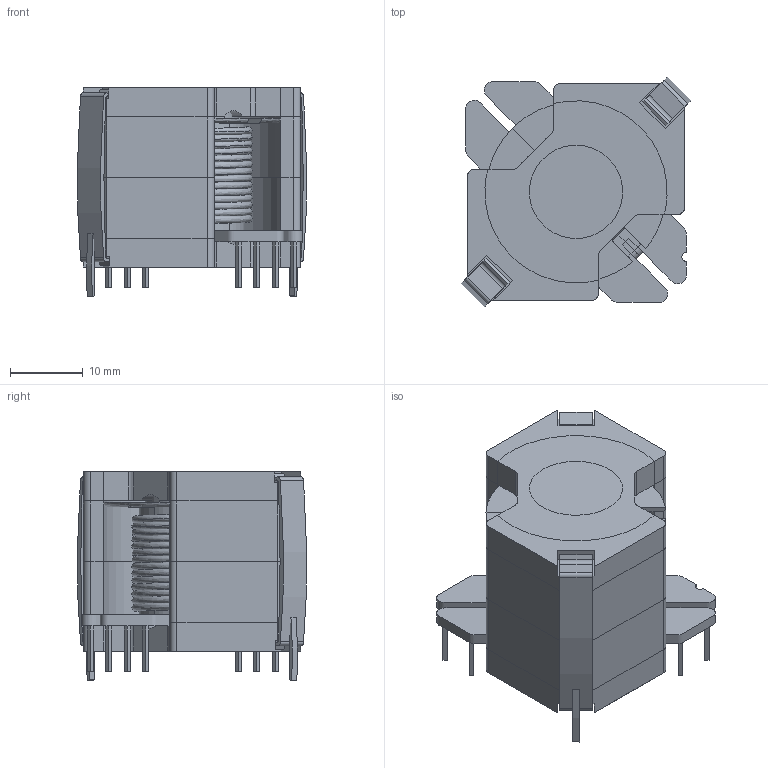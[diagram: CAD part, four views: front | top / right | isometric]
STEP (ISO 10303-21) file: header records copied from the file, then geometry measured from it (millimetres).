
FILE_DESCRIPTION(('FreeCAD Model'),'2;1');
FILE_NAME('Compound.step', '2017-03-30T10:42:52',('kicad StepUp'),('ksu MCAD'), 'Open CASCADE STEP processor 6.8','FreeCAD','Unknown');
FILE_SCHEMA(('AUTOMOTIVE_DESIGN_CC2 { 1 2 10303 214 -1 1 5 4 }'));
Length unit declared in the file: millimetre
Products named in the file (1): Compound
Bounding box: 31.49 x 31.49 x 28.6 mm (x, y, z)
Volume: 14686.5 mm3; surface area: 15548 mm2
Topology: 32 solids, 99 shells, 369 faces, 1047 edges, 785 vertices
Faces by surface type: bspline 369
Entity records: 23200 total; most frequent: CARTESIAN_POINT 14538, ORIENTED_EDGE 1744, EDGE_CURVE 1031, B_SPLINE_CURVE_WITH_KNOTS 882, VERTEX_POINT 785, FACE_BOUND 379, EDGE_LOOP 379, ADVANCED_FACE 369
